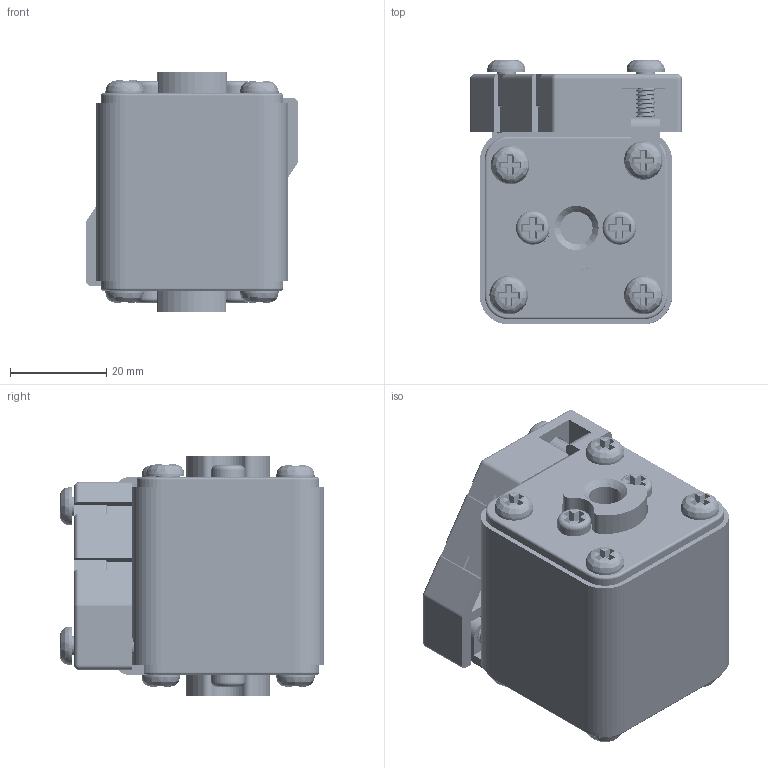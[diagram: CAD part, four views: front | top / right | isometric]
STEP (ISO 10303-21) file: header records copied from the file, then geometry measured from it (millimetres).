
FILE_DESCRIPTION(/* description */ (''),/* implementation_level */ '2;1');
FILE_NAME(/* name */ 'CDRSM-315D.stp',/* time_stamp */ '2025-04-02T07:36:05+08:00',/* author */ (''),/* organization */ (''),/* preprocessor_version */ 'ST-DEVELOPER v16',/* originating_system */ 'SIEMENS PLM Software NX 10.0',/* authorisation */ '');
FILE_SCHEMA (('CONFIG_CONTROL_DESIGN'));
Products named in the file (1): 1111
Bounding box: 43.98 x 55 x 50 mm (x, y, z)
Volume: 42077.2 mm3; surface area: 34378.1 mm2
Topology: 17 solids, 21 shells, 933 faces, 2501 edges, 1633 vertices
Faces by surface type: plane 464, cylinder 352, bspline 73, cone 24, torus 14, sphere 6
Full cylindrical faces by diameter (mm): 1.5 x1, 3 x1, 3.2 x8, 3.3 x4, 3.5 x10, 4 x151, 4.106 x2, 4.2 x1, 4.5 x2, 5 x10, 6.7 x2, 7 x4, 8 x10, 9.5 x1, 10 x2, 14.6 x1, 16 x1, 25 x2, 30 x1
Entity records: 105429 total; most frequent: CARTESIAN_POINT 87954, ORIENTED_EDGE 3676, DIRECTION 3247, EDGE_CURVE 1838, VERTEX_POINT 1243, AXIS2_PLACEMENT_3D 1132, LINE 983, VECTOR 983
